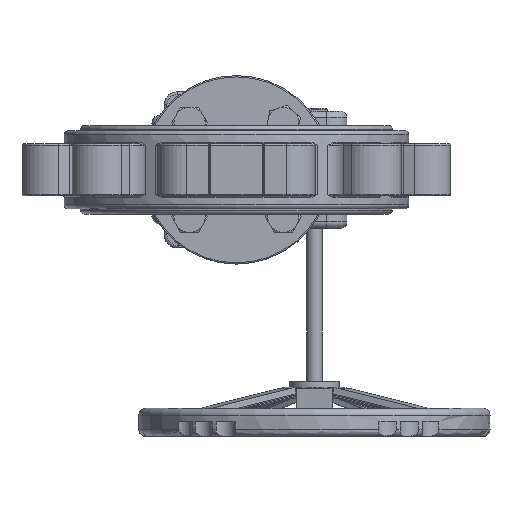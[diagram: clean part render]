
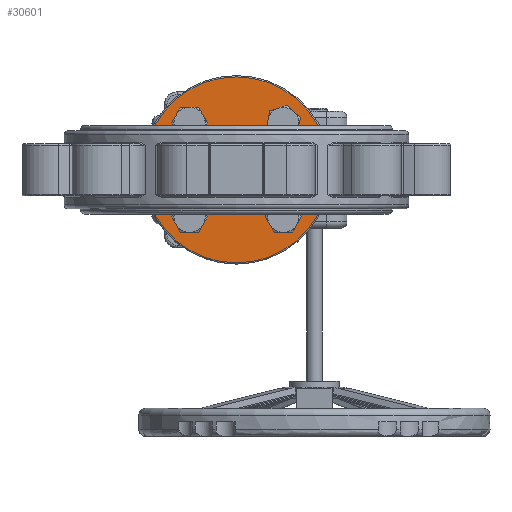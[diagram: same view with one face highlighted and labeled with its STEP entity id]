
A CAD part, front view. The second image highlights one B-rep face of the part: STEP entity #30601.
In plain terms, the highlighted planar face has unit normal (0, -1, 0).
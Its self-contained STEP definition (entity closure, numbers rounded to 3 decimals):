
#1770=FACE_BOUND('',#5129,.T.);
#1771=FACE_BOUND('',#5130,.T.);
#1772=FACE_BOUND('',#5131,.T.);
#1773=FACE_BOUND('',#5132,.T.);
#1774=FACE_BOUND('',#5133,.T.);
#1879=PLANE('',#32978);
#3173=FACE_OUTER_BOUND('',#5128,.T.);
#5128=EDGE_LOOP('',(#20468));
#5129=EDGE_LOOP('',(#20469,#20470,#20471,#20472,#20473,#20474,#20475,#20476,
#20477,#20478,#20479,#20480));
#5130=EDGE_LOOP('',(#20481));
#5131=EDGE_LOOP('',(#20482));
#5132=EDGE_LOOP('',(#20483));
#5133=EDGE_LOOP('',(#20484));
#7061=LINE('',#48881,#8872);
#7062=LINE('',#48893,#8873);
#8872=VECTOR('',#37007,10.);
#8873=VECTOR('',#37018,10.);
#10849=CIRCLE('',#32976,71.5);
#10851=CIRCLE('',#32979,7.);
#10852=CIRCLE('',#32980,15.5);
#10853=CIRCLE('',#32981,7.);
#10854=CIRCLE('',#32982,13.);
#10855=CIRCLE('',#32983,13.);
#10856=CIRCLE('',#32984,7.);
#10857=CIRCLE('',#32985,15.5);
#10858=CIRCLE('',#32986,7.);
#10859=CIRCLE('',#32987,13.);
#10860=CIRCLE('',#32988,13.);
#10861=CIRCLE('',#32989,8.5);
#10862=CIRCLE('',#32990,8.5);
#10863=CIRCLE('',#32991,8.5);
#10864=CIRCLE('',#32992,8.5);
#12705=VERTEX_POINT('',#48867);
#12706=VERTEX_POINT('',#48871);
#12707=VERTEX_POINT('',#48872);
#12708=VERTEX_POINT('',#48874);
#12709=VERTEX_POINT('',#48876);
#12710=VERTEX_POINT('',#48878);
#12711=VERTEX_POINT('',#48880);
#12712=VERTEX_POINT('',#48882);
#12713=VERTEX_POINT('',#48884);
#12714=VERTEX_POINT('',#48886);
#12715=VERTEX_POINT('',#48888);
#12716=VERTEX_POINT('',#48890);
#12717=VERTEX_POINT('',#48892);
#12718=VERTEX_POINT('',#48895);
#12719=VERTEX_POINT('',#48897);
#12720=VERTEX_POINT('',#48899);
#12721=VERTEX_POINT('',#48901);
#15570=EDGE_CURVE('',#12705,#12705,#10849,.T.);
#15572=EDGE_CURVE('',#12706,#12707,#10851,.T.);
#15573=EDGE_CURVE('',#12708,#12706,#10852,.T.);
#15574=EDGE_CURVE('',#12709,#12708,#10853,.T.);
#15575=EDGE_CURVE('',#12710,#12709,#10854,.T.);
#15576=EDGE_CURVE('',#12711,#12710,#7061,.T.);
#15577=EDGE_CURVE('',#12712,#12711,#10855,.T.);
#15578=EDGE_CURVE('',#12713,#12712,#10856,.T.);
#15579=EDGE_CURVE('',#12714,#12713,#10857,.T.);
#15580=EDGE_CURVE('',#12715,#12714,#10858,.T.);
#15581=EDGE_CURVE('',#12716,#12715,#10859,.T.);
#15582=EDGE_CURVE('',#12717,#12716,#7062,.T.);
#15583=EDGE_CURVE('',#12707,#12717,#10860,.T.);
#15584=EDGE_CURVE('',#12718,#12718,#10861,.T.);
#15585=EDGE_CURVE('',#12719,#12719,#10862,.T.);
#15586=EDGE_CURVE('',#12720,#12720,#10863,.T.);
#15587=EDGE_CURVE('',#12721,#12721,#10864,.T.);
#20468=ORIENTED_EDGE('',*,*,#15570,.F.);
#20469=ORIENTED_EDGE('',*,*,#15572,.F.);
#20470=ORIENTED_EDGE('',*,*,#15573,.F.);
#20471=ORIENTED_EDGE('',*,*,#15574,.F.);
#20472=ORIENTED_EDGE('',*,*,#15575,.F.);
#20473=ORIENTED_EDGE('',*,*,#15576,.F.);
#20474=ORIENTED_EDGE('',*,*,#15577,.F.);
#20475=ORIENTED_EDGE('',*,*,#15578,.F.);
#20476=ORIENTED_EDGE('',*,*,#15579,.F.);
#20477=ORIENTED_EDGE('',*,*,#15580,.F.);
#20478=ORIENTED_EDGE('',*,*,#15581,.F.);
#20479=ORIENTED_EDGE('',*,*,#15582,.F.);
#20480=ORIENTED_EDGE('',*,*,#15583,.F.);
#20481=ORIENTED_EDGE('',*,*,#15584,.T.);
#20482=ORIENTED_EDGE('',*,*,#15585,.T.);
#20483=ORIENTED_EDGE('',*,*,#15586,.T.);
#20484=ORIENTED_EDGE('',*,*,#15587,.T.);
#30601=ADVANCED_FACE('',(#3173,#1770,#1771,#1772,#1773,#1774),#1879,.F.);
#32976=AXIS2_PLACEMENT_3D('',#48868,#36993,#36994);
#32978=AXIS2_PLACEMENT_3D('',#48870,#36997,#36998);
#32979=AXIS2_PLACEMENT_3D('',#48873,#36999,#37000);
#32980=AXIS2_PLACEMENT_3D('',#48875,#37001,#37002);
#32981=AXIS2_PLACEMENT_3D('',#48877,#37003,#37004);
#32982=AXIS2_PLACEMENT_3D('',#48879,#37005,#37006);
#32983=AXIS2_PLACEMENT_3D('',#48883,#37008,#37009);
#32984=AXIS2_PLACEMENT_3D('',#48885,#37010,#37011);
#32985=AXIS2_PLACEMENT_3D('',#48887,#37012,#37013);
#32986=AXIS2_PLACEMENT_3D('',#48889,#37014,#37015);
#32987=AXIS2_PLACEMENT_3D('',#48891,#37016,#37017);
#32988=AXIS2_PLACEMENT_3D('',#48894,#37019,#37020);
#32989=AXIS2_PLACEMENT_3D('',#48896,#37021,#37022);
#32990=AXIS2_PLACEMENT_3D('',#48898,#37023,#37024);
#32991=AXIS2_PLACEMENT_3D('',#48900,#37025,#37026);
#32992=AXIS2_PLACEMENT_3D('',#48902,#37027,#37028);
#36993=DIRECTION('center_axis',(0.,1.,0.));
#36994=DIRECTION('ref_axis',(-1.,0.,0.));
#36997=DIRECTION('center_axis',(0.,1.,0.));
#36998=DIRECTION('ref_axis',(0.,0.,1.));
#36999=DIRECTION('center_axis',(0.,1.,0.));
#37000=DIRECTION('ref_axis',(-0.731,0.,-0.683));
#37001=DIRECTION('center_axis',(0.,-1.,0.));
#37002=DIRECTION('ref_axis',(0.999,0.,-0.046));
#37003=DIRECTION('center_axis',(0.,1.,0.));
#37004=DIRECTION('ref_axis',(-0.682,0.,0.731));
#37005=DIRECTION('center_axis',(0.,-1.,0.));
#37006=DIRECTION('ref_axis',(0.536,0.,-0.844));
#37007=DIRECTION('',(1.,0.,0.));
#37008=DIRECTION('center_axis',(0.,-1.,0.));
#37009=DIRECTION('ref_axis',(-0.556,0.,-0.831));
#37010=DIRECTION('center_axis',(0.,1.,0.));
#37011=DIRECTION('ref_axis',(0.731,0.,0.683));
#37012=DIRECTION('center_axis',(0.,-1.,0.));
#37013=DIRECTION('ref_axis',(-1.,0.,0.));
#37014=DIRECTION('center_axis',(0.,1.,0.));
#37015=DIRECTION('ref_axis',(0.731,0.,-0.683));
#37016=DIRECTION('center_axis',(0.,-1.,0.));
#37017=DIRECTION('ref_axis',(-0.556,0.,0.831));
#37018=DIRECTION('',(-1.,0.,0.));
#37019=DIRECTION('center_axis',(0.,-1.,0.));
#37020=DIRECTION('ref_axis',(0.556,0.,0.831));
#37021=DIRECTION('center_axis',(0.,1.,0.));
#37022=DIRECTION('ref_axis',(-1.,0.,0.));
#37023=DIRECTION('center_axis',(0.,1.,0.));
#37024=DIRECTION('ref_axis',(-1.,0.,0.));
#37025=DIRECTION('center_axis',(0.,1.,0.));
#37026=DIRECTION('ref_axis',(-1.,0.,0.));
#37027=DIRECTION('center_axis',(0.,1.,0.));
#37028=DIRECTION('ref_axis',(-1.,0.,0.));
#48867=CARTESIAN_POINT('',(0.,231.5,71.5));
#48868=CARTESIAN_POINT('Origin',(0.,231.5,0.));
#48870=CARTESIAN_POINT('Origin',(0.,231.5,0.));
#48871=CARTESIAN_POINT('',(31.889,231.5,13.885));
#48872=CARTESIAN_POINT('',(28.533,231.5,17.476));
#48873=CARTESIAN_POINT('Origin',(35.,231.5,20.156));
#48874=CARTESIAN_POINT('',(30.587,231.5,-14.458));
#48875=CARTESIAN_POINT('Origin',(25.,231.5,0.));
#48876=CARTESIAN_POINT('',(26.771,231.5,-18.017));
#48877=CARTESIAN_POINT('Origin',(33.11,231.5,-20.988));
#48878=CARTESIAN_POINT('',(15.,231.5,-25.5));
#48879=CARTESIAN_POINT('Origin',(15.,231.5,-12.5));
#48880=CARTESIAN_POINT('',(-16.523,231.5,-25.5));
#48881=CARTESIAN_POINT('',(-12.5,231.5,-25.5));
#48882=CARTESIAN_POINT('',(-28.533,231.5,-17.476));
#48883=CARTESIAN_POINT('Origin',(-16.523,231.5,-12.5));
#48884=CARTESIAN_POINT('',(-31.889,231.5,-13.885));
#48885=CARTESIAN_POINT('Origin',(-35.,231.5,-20.156));
#48886=CARTESIAN_POINT('',(-31.889,231.5,13.885));
#48887=CARTESIAN_POINT('Origin',(-25.,231.5,0.));
#48888=CARTESIAN_POINT('',(-28.533,231.5,17.476));
#48889=CARTESIAN_POINT('Origin',(-35.,231.5,20.156));
#48890=CARTESIAN_POINT('',(-16.523,231.5,25.5));
#48891=CARTESIAN_POINT('Origin',(-16.523,231.5,12.5));
#48892=CARTESIAN_POINT('',(16.523,231.5,25.5));
#48893=CARTESIAN_POINT('',(12.5,231.5,25.5));
#48894=CARTESIAN_POINT('Origin',(16.523,231.5,12.5));
#48895=CARTESIAN_POINT('',(44.562,231.5,36.062));
#48896=CARTESIAN_POINT('Origin',(36.062,231.5,36.062));
#48897=CARTESIAN_POINT('',(-27.562,231.5,36.062));
#48898=CARTESIAN_POINT('Origin',(-36.062,231.5,36.062));
#48899=CARTESIAN_POINT('',(-27.562,231.5,-36.062));
#48900=CARTESIAN_POINT('Origin',(-36.062,231.5,-36.062));
#48901=CARTESIAN_POINT('',(44.562,231.5,-36.062));
#48902=CARTESIAN_POINT('Origin',(36.062,231.5,-36.062));
